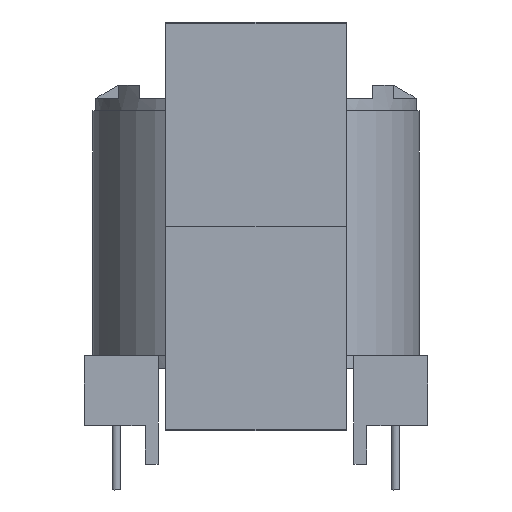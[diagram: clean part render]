
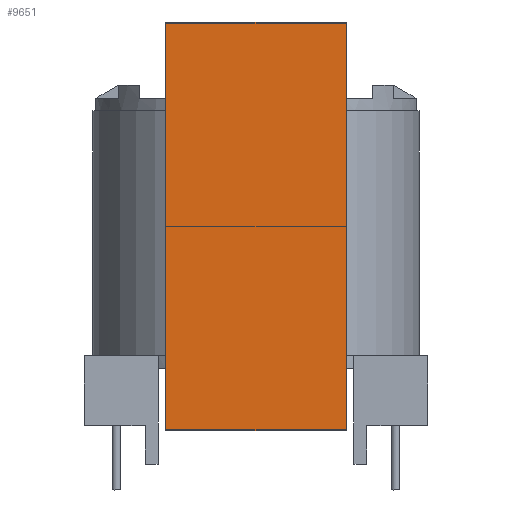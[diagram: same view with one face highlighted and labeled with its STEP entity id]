
A CAD part, front view. The second image highlights one B-rep face of the part: STEP entity #9651.
In plain terms, the highlighted free-form (B-spline) face has degree [1, 1] with [2, 2] control points.
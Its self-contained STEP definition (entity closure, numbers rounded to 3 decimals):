
#8624 = VERTEX_POINT('',#8625);
#8625 = CARTESIAN_POINT('',(-15.456,-39.524,
    15.236));
#8630 = EDGE_CURVE('',#8631,#8624,#8633,.T.);
#8631 = VERTEX_POINT('',#8632);
#8632 = CARTESIAN_POINT('',(15.456,-39.524,
    15.236));
#8633 = B_SPLINE_CURVE_WITH_KNOTS('',1,(#8634,#8635),.UNSPECIFIED.,.F.,
  .F.,(2,2),(-0.,21.),.PIECEWISE_BEZIER_KNOTS.);
#8634 = CARTESIAN_POINT('',(15.456,-39.524,
    15.236));
#8635 = CARTESIAN_POINT('',(-15.456,-39.524,
    15.236));
#9540 = EDGE_CURVE('',#8631,#9541,#9543,.T.);
#9541 = VERTEX_POINT('',#9542);
#9542 = CARTESIAN_POINT('',(15.456,-39.524,
    -54.833));
#9543 = B_SPLINE_CURVE_WITH_KNOTS('',1,(#9544,#9545),.UNSPECIFIED.,.F.,
  .F.,(2,2),(-0.2,47.4),.PIECEWISE_BEZIER_KNOTS.);
#9544 = CARTESIAN_POINT('',(15.456,-39.524,
    15.236));
#9545 = CARTESIAN_POINT('',(15.456,-39.524,
    -54.833));
#9606 = VERTEX_POINT('',#9607);
#9607 = CARTESIAN_POINT('',(-15.456,-39.524,
    -54.833));
#9612 = EDGE_CURVE('',#8624,#9606,#9613,.T.);
#9613 = B_SPLINE_CURVE_WITH_KNOTS('',1,(#9614,#9615),.UNSPECIFIED.,.F.,
  .F.,(2,2),(-0.2,47.4),.PIECEWISE_BEZIER_KNOTS.);
#9614 = CARTESIAN_POINT('',(-15.456,-39.524,
    15.236));
#9615 = CARTESIAN_POINT('',(-15.456,-39.524,
    -54.833));
#9651 = ADVANCED_FACE('',(#9652),#9662,.F.);
#9652 = FACE_BOUND('',#9653,.T.);
#9653 = EDGE_LOOP('',(#9654,#9655,#9660,#9661));
#9654 = ORIENTED_EDGE('',*,*,#9612,.T.);
#9655 = ORIENTED_EDGE('',*,*,#9656,.F.);
#9656 = EDGE_CURVE('',#9541,#9606,#9657,.T.);
#9657 = B_SPLINE_CURVE_WITH_KNOTS('',1,(#9658,#9659),.UNSPECIFIED.,.F.,
  .F.,(2,2),(-0.,21.),.PIECEWISE_BEZIER_KNOTS.);
#9658 = CARTESIAN_POINT('',(15.456,-39.524,
    -54.833));
#9659 = CARTESIAN_POINT('',(-15.456,-39.524,
    -54.833));
#9660 = ORIENTED_EDGE('',*,*,#9540,.F.);
#9661 = ORIENTED_EDGE('',*,*,#8630,.T.);
#9662 = B_SPLINE_SURFACE_WITH_KNOTS('',1,1,(
    (#9663,#9664)
    ,(#9665,#9666
    )),.UNSPECIFIED.,.F.,.F.,.F.,(2,2),(2,2),(-47.4,0.2),(-21.,0.),
  .PIECEWISE_BEZIER_KNOTS.);
#9663 = CARTESIAN_POINT('',(-15.456,-39.524,
    -54.833));
#9664 = CARTESIAN_POINT('',(15.456,-39.524,
    -54.833));
#9665 = CARTESIAN_POINT('',(-15.456,-39.524,
    15.236));
#9666 = CARTESIAN_POINT('',(15.456,-39.524,
    15.236));
